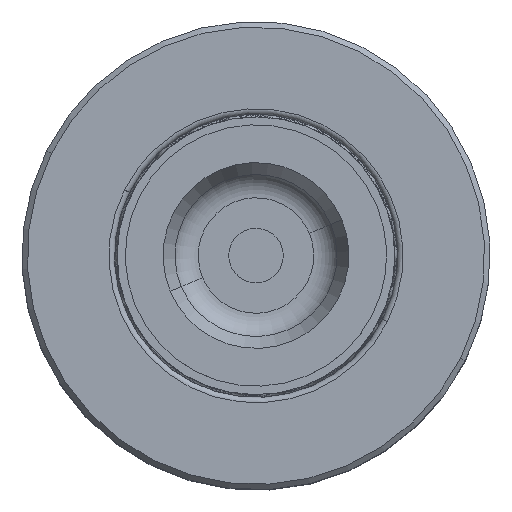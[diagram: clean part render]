
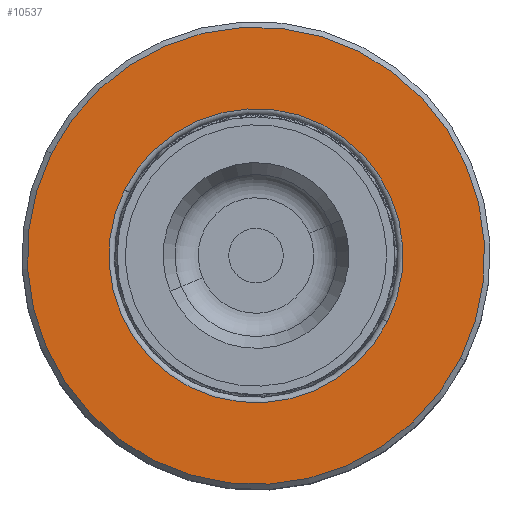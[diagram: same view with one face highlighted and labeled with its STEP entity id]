
A CAD part, top view. The second image highlights one B-rep face of the part: STEP entity #10537.
In plain terms, the highlighted face is planar.
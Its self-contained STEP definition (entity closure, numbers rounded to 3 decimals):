
#1039 = ORIENTED_EDGE ( 'NONE', *, *, #8417, .T. ) ;
#1348 = ORIENTED_EDGE ( 'NONE', *, *, #9865, .F. ) ;
#1737 = AXIS2_PLACEMENT_3D ( 'NONE', #15163, #35853, #21097 ) ;
#2497 = CARTESIAN_POINT ( 'NONE',  ( 0., 15.687, 0. ) ) ;
#4384 = ORIENTED_EDGE ( 'NONE', *, *, #13053, .F. ) ;
#4969 = CARTESIAN_POINT ( 'NONE',  ( 0., 15.687, 0. ) ) ;
#5116 = DIRECTION ( 'NONE',  ( 0., -1., 0. ) ) ;
#5650 = CARTESIAN_POINT ( 'NONE',  ( 0., 15.687, -13.5 ) ) ;
#5977 = CARTESIAN_POINT ( 'NONE',  ( 0., 15.687, 13.5 ) ) ;
#6223 = CIRCLE ( 'NONE', #18103, 13.5 ) ;
#6777 = DIRECTION ( 'NONE',  ( 0., 0., -1. ) ) ;
#7458 = DIRECTION ( 'NONE',  ( 0., 0., -1. ) ) ;
#7510 = CIRCLE ( 'NONE', #17428, 21. ) ;
#8417 = EDGE_CURVE ( 'NONE', #27051, #14673, #6223, .T. ) ;
#8938 = PLANE ( 'NONE',  #1737 ) ;
#9865 = EDGE_CURVE ( 'NONE', #13206, #31139, #27926, .T. ) ;
#10537 = ADVANCED_FACE ( 'NONE', ( #27474, #23295 ), #8938, .T. ) ;
#11196 = CARTESIAN_POINT ( 'NONE',  ( 0., 15.687, 0. ) ) ;
#13053 = EDGE_CURVE ( 'NONE', #31139, #13206, #7510, .T. ) ;
#13206 = VERTEX_POINT ( 'NONE', #30331 ) ;
#13553 = DIRECTION ( 'NONE',  ( 0., -1., 0. ) ) ;
#14673 = VERTEX_POINT ( 'NONE', #5650 ) ;
#15163 = CARTESIAN_POINT ( 'NONE',  ( 21., 15.687, 0. ) ) ;
#17196 = DIRECTION ( 'NONE',  ( 0., 0., -1. ) ) ;
#17428 = AXIS2_PLACEMENT_3D ( 'NONE', #37625, #5116, #19860 ) ;
#18103 = AXIS2_PLACEMENT_3D ( 'NONE', #2497, #23239, #6777 ) ;
#19860 = DIRECTION ( 'NONE',  ( 0., 0., -1. ) ) ;
#21097 = DIRECTION ( 'NONE',  ( 0., 0., 1. ) ) ;
#22621 = EDGE_CURVE ( 'NONE', #14673, #27051, #24437, .T. ) ;
#23239 = DIRECTION ( 'NONE',  ( 0., -1., 0. ) ) ;
#23295 = FACE_OUTER_BOUND ( 'NONE', #26612, .T. ) ;
#23498 = EDGE_LOOP ( 'NONE', ( #33268, #1039 ) ) ;
#24437 = CIRCLE ( 'NONE', #38286, 13.5 ) ;
#26219 = DIRECTION ( 'NONE',  ( 0., -1., 0. ) ) ;
#26612 = EDGE_LOOP ( 'NONE', ( #4384, #1348 ) ) ;
#27051 = VERTEX_POINT ( 'NONE', #5977 ) ;
#27474 = FACE_BOUND ( 'NONE', #23498, .T. ) ;
#27926 = CIRCLE ( 'NONE', #36968, 21. ) ;
#30331 = CARTESIAN_POINT ( 'NONE',  ( 0., 15.687, 21. ) ) ;
#31139 = VERTEX_POINT ( 'NONE', #33801 ) ;
#33268 = ORIENTED_EDGE ( 'NONE', *, *, #22621, .T. ) ;
#33801 = CARTESIAN_POINT ( 'NONE',  ( 0., 15.687, -21. ) ) ;
#35853 = DIRECTION ( 'NONE',  ( 0., 1., 0. ) ) ;
#36968 = AXIS2_PLACEMENT_3D ( 'NONE', #4969, #13553, #7458 ) ;
#37625 = CARTESIAN_POINT ( 'NONE',  ( 0., 15.687, 0. ) ) ;
#38286 = AXIS2_PLACEMENT_3D ( 'NONE', #11196, #26219, #17196 ) ;
